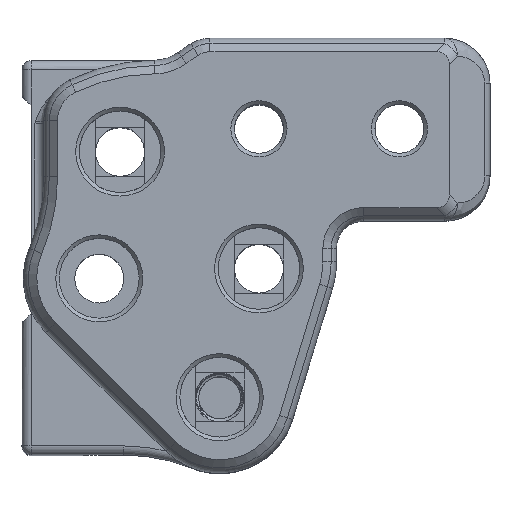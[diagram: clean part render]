
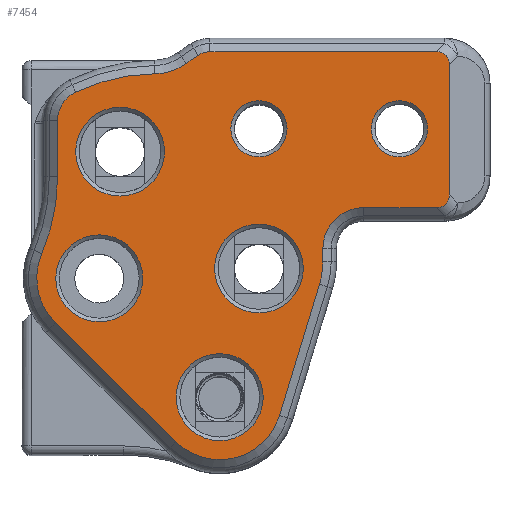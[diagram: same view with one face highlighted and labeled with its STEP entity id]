
A CAD part, top view. The second image highlights one B-rep face of the part: STEP entity #7454.
In plain terms, the highlighted planar face has unit normal (0, 0, 1).
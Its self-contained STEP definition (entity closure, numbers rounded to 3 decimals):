
#216=PLANE('',#8051);
#316=ELLIPSE('',#8060,3.464,2.);
#317=ELLIPSE('',#8061,3.464,2.);
#495=CIRCLE('',#8036,4.9);
#503=CIRCLE('',#8047,3.1);
#505=CIRCLE('',#8050,3.1);
#506=CIRCLE('',#8052,4.8);
#507=CIRCLE('',#8053,4.9);
#508=CIRCLE('',#8054,4.8);
#509=CIRCLE('',#8055,21.5);
#510=CIRCLE('',#8056,6.9);
#511=CIRCLE('',#8057,6.9);
#512=CIRCLE('',#8058,8.5);
#513=CIRCLE('',#8059,4.5);
#514=CIRCLE('',#8062,2.5);
#515=CIRCLE('',#8063,17.7);
#516=CIRCLE('',#8064,5.9);
#517=CIRCLE('',#8065,20.7);
#518=CIRCLE('',#8066,3.5);
#2038=ORIENTED_EDGE('',*,*,#3759,.F.);
#2039=ORIENTED_EDGE('',*,*,#3758,.F.);
#2040=ORIENTED_EDGE('',*,*,#3760,.F.);
#2041=ORIENTED_EDGE('',*,*,#3761,.F.);
#2042=ORIENTED_EDGE('',*,*,#3755,.F.);
#2043=ORIENTED_EDGE('',*,*,#3739,.F.);
#2044=ORIENTED_EDGE('',*,*,#3762,.F.);
#2045=ORIENTED_EDGE('',*,*,#3763,.F.);
#2046=ORIENTED_EDGE('',*,*,#3764,.F.);
#2047=ORIENTED_EDGE('',*,*,#3765,.F.);
#2048=ORIENTED_EDGE('',*,*,#3766,.F.);
#2049=ORIENTED_EDGE('',*,*,#3767,.F.);
#2050=ORIENTED_EDGE('',*,*,#3768,.F.);
#2051=ORIENTED_EDGE('',*,*,#3769,.F.);
#2052=ORIENTED_EDGE('',*,*,#3770,.F.);
#2053=ORIENTED_EDGE('',*,*,#3771,.F.);
#2054=ORIENTED_EDGE('',*,*,#3772,.F.);
#2055=ORIENTED_EDGE('',*,*,#3773,.F.);
#2056=ORIENTED_EDGE('',*,*,#3774,.F.);
#2057=ORIENTED_EDGE('',*,*,#3775,.F.);
#2058=ORIENTED_EDGE('',*,*,#3776,.F.);
#2059=ORIENTED_EDGE('',*,*,#3777,.F.);
#2060=ORIENTED_EDGE('',*,*,#3778,.F.);
#2061=ORIENTED_EDGE('',*,*,#3779,.F.);
#2062=ORIENTED_EDGE('',*,*,#3780,.F.);
#3739=EDGE_CURVE('',#4655,#4655,#495,.T.);
#3755=EDGE_CURVE('',#4668,#4668,#503,.T.);
#3758=EDGE_CURVE('',#4670,#4670,#505,.T.);
#3759=EDGE_CURVE('',#4671,#4671,#506,.T.);
#3760=EDGE_CURVE('',#4672,#4672,#507,.T.);
#3761=EDGE_CURVE('',#4673,#4673,#508,.T.);
#3762=EDGE_CURVE('',#4674,#4675,#5305,.T.);
#3763=EDGE_CURVE('',#4676,#4674,#509,.T.);
#3764=EDGE_CURVE('',#4677,#4676,#510,.T.);
#3765=EDGE_CURVE('',#4678,#4677,#5306,.T.);
#3766=EDGE_CURVE('',#4679,#4678,#511,.T.);
#3767=EDGE_CURVE('',#4680,#4679,#5307,.T.);
#3768=EDGE_CURVE('',#4681,#4680,#512,.T.);
#3769=EDGE_CURVE('',#4682,#4681,#5308,.T.);
#3770=EDGE_CURVE('',#4683,#4682,#513,.T.);
#3771=EDGE_CURVE('',#4684,#4683,#5309,.T.);
#3772=EDGE_CURVE('',#4685,#4684,#316,.T.);
#3773=EDGE_CURVE('',#4686,#4685,#5310,.T.);
#3774=EDGE_CURVE('',#4687,#4686,#317,.T.);
#3775=EDGE_CURVE('',#4688,#4687,#5311,.T.);
#3776=EDGE_CURVE('',#4689,#4688,#514,.T.);
#3777=EDGE_CURVE('',#4690,#4689,#515,.T.);
#3778=EDGE_CURVE('',#4691,#4690,#516,.T.);
#3779=EDGE_CURVE('',#4692,#4691,#517,.T.);
#3780=EDGE_CURVE('',#4675,#4692,#518,.T.);
#4655=VERTEX_POINT('',#14764);
#4668=VERTEX_POINT('',#14796);
#4670=VERTEX_POINT('',#14802);
#4671=VERTEX_POINT('',#14806);
#4672=VERTEX_POINT('',#14808);
#4673=VERTEX_POINT('',#14810);
#4674=VERTEX_POINT('',#14812);
#4675=VERTEX_POINT('',#14813);
#4676=VERTEX_POINT('',#14815);
#4677=VERTEX_POINT('',#14817);
#4678=VERTEX_POINT('',#14819);
#4679=VERTEX_POINT('',#14821);
#4680=VERTEX_POINT('',#14823);
#4681=VERTEX_POINT('',#14825);
#4682=VERTEX_POINT('',#14827);
#4683=VERTEX_POINT('',#14829);
#4684=VERTEX_POINT('',#14831);
#4685=VERTEX_POINT('',#14833);
#4686=VERTEX_POINT('',#14835);
#4687=VERTEX_POINT('',#14837);
#4688=VERTEX_POINT('',#14839);
#4689=VERTEX_POINT('',#14841);
#4690=VERTEX_POINT('',#14843);
#4691=VERTEX_POINT('',#14845);
#4692=VERTEX_POINT('',#14847);
#5305=LINE('',#14811,#5932);
#5306=LINE('',#14818,#5933);
#5307=LINE('',#14822,#5934);
#5308=LINE('',#14826,#5935);
#5309=LINE('',#14830,#5936);
#5310=LINE('',#14834,#5937);
#5311=LINE('',#14838,#5938);
#5932=VECTOR('',#9564,1000.);
#5933=VECTOR('',#9569,1000.);
#5934=VECTOR('',#9572,1000.);
#5935=VECTOR('',#9575,1000.);
#5936=VECTOR('',#9578,1000.);
#5937=VECTOR('',#9581,1000.);
#5938=VECTOR('',#9584,1000.);
#6399=EDGE_LOOP('',(#2038));
#6400=EDGE_LOOP('',(#2039));
#6401=EDGE_LOOP('',(#2040));
#6402=EDGE_LOOP('',(#2041));
#6403=EDGE_LOOP('',(#2042));
#6404=EDGE_LOOP('',(#2043));
#6405=EDGE_LOOP('',(#2044,#2045,#2046,#2047,#2048,#2049,#2050,#2051,#2052,
#2053,#2054,#2055,#2056,#2057,#2058,#2059,#2060,#2061,#2062));
#6866=FACE_BOUND('',#6399,.T.);
#6867=FACE_BOUND('',#6400,.T.);
#6868=FACE_BOUND('',#6401,.T.);
#6869=FACE_BOUND('',#6402,.T.);
#6870=FACE_BOUND('',#6403,.T.);
#6871=FACE_BOUND('',#6404,.T.);
#6872=FACE_BOUND('',#6405,.T.);
#7454=ADVANCED_FACE('',(#6866,#6867,#6868,#6869,#6870,#6871,#6872),#216,
 .T.);
#8036=AXIS2_PLACEMENT_3D('',#14765,#9517,#9518);
#8047=AXIS2_PLACEMENT_3D('',#14797,#9547,#9548);
#8050=AXIS2_PLACEMENT_3D('',#14803,#9554,#9555);
#8051=AXIS2_PLACEMENT_3D('',#14804,#9556,#9557);
#8052=AXIS2_PLACEMENT_3D('',#14805,#9558,#9559);
#8053=AXIS2_PLACEMENT_3D('',#14807,#9560,#9561);
#8054=AXIS2_PLACEMENT_3D('',#14809,#9562,#9563);
#8055=AXIS2_PLACEMENT_3D('',#14814,#9565,#9566);
#8056=AXIS2_PLACEMENT_3D('',#14816,#9567,#9568);
#8057=AXIS2_PLACEMENT_3D('',#14820,#9570,#9571);
#8058=AXIS2_PLACEMENT_3D('',#14824,#9573,#9574);
#8059=AXIS2_PLACEMENT_3D('',#14828,#9576,#9577);
#8060=AXIS2_PLACEMENT_3D('',#14832,#9579,#9580);
#8061=AXIS2_PLACEMENT_3D('',#14836,#9582,#9583);
#8062=AXIS2_PLACEMENT_3D('',#14840,#9585,#9586);
#8063=AXIS2_PLACEMENT_3D('',#14842,#9587,#9588);
#8064=AXIS2_PLACEMENT_3D('',#14844,#9589,#9590);
#8065=AXIS2_PLACEMENT_3D('',#14846,#9591,#9592);
#8066=AXIS2_PLACEMENT_3D('',#14848,#9593,#9594);
#9517=DIRECTION('',(0.,0.,1.));
#9518=DIRECTION('',(-1.,0.,0.));
#9547=DIRECTION('',(0.,0.,1.));
#9548=DIRECTION('',(-1.,0.,0.));
#9554=DIRECTION('',(0.,0.,1.));
#9555=DIRECTION('',(-1.,0.,0.));
#9556=DIRECTION('',(0.,0.,1.));
#9557=DIRECTION('',(1.,0.,0.));
#9558=DIRECTION('',(0.,0.,1.));
#9559=DIRECTION('',(1.,0.,0.));
#9560=DIRECTION('',(0.,0.,1.));
#9561=DIRECTION('',(-1.,0.,0.));
#9562=DIRECTION('',(0.,0.,1.));
#9563=DIRECTION('',(1.,0.,0.));
#9564=DIRECTION('',(0.,1.,0.));
#9565=DIRECTION('',(0.,0.,1.));
#9566=DIRECTION('',(0.98,-0.201,0.));
#9567=DIRECTION('',(0.,0.,-1.));
#9568=DIRECTION('',(-1.,0.,0.));
#9569=DIRECTION('',(-0.712,0.702,0.));
#9570=DIRECTION('',(0.,0.,-1.));
#9571=DIRECTION('',(1.,0.,0.));
#9572=DIRECTION('',(-0.292,-0.957,0.));
#9573=DIRECTION('',(0.,0.,-1.));
#9574=DIRECTION('',(0.989,-0.147,0.));
#9575=DIRECTION('',(0.,-1.,0.));
#9576=DIRECTION('',(0.,0.,1.));
#9577=DIRECTION('',(-0.707,0.707,0.));
#9578=DIRECTION('',(-1.,0.,0.));
#9579=DIRECTION('',(0.,0.,-1.));
#9580=DIRECTION('',(0.707,-0.707,0.));
#9581=DIRECTION('',(0.,-1.,0.));
#9582=DIRECTION('',(0.,0.,-1.));
#9583=DIRECTION('',(0.707,0.707,0.));
#9584=DIRECTION('',(1.,0.,0.));
#9585=DIRECTION('',(0.,0.,-1.));
#9586=DIRECTION('',(-0.271,0.963,0.));
#9587=DIRECTION('',(0.,0.,-1.));
#9588=DIRECTION('',(-0.468,0.884,0.));
#9589=DIRECTION('',(0.,0.,1.));
#9590=DIRECTION('',(0.01,-1.,0.));
#9591=DIRECTION('',(0.,0.,-1.));
#9592=DIRECTION('',(-0.01,1.,0.));
#9593=DIRECTION('',(0.,0.,-1.));
#9594=DIRECTION('',(-0.846,0.533,0.));
#14764=CARTESIAN_POINT('',(-3.975,-2.525,16.));
#14765=CARTESIAN_POINT('',(-8.875,-2.525,16.));
#14796=CARTESIAN_POINT('',(9.55,0.,16.));
#14797=CARTESIAN_POINT('',(6.45,0.,16.));
#14802=CARTESIAN_POINT('',(25.05,0.,16.));
#14803=CARTESIAN_POINT('',(21.95,0.,16.));
#14804=CARTESIAN_POINT('',(-11.173,-16.5,16.));
#14805=CARTESIAN_POINT('',(2.12,-29.62,16.));
#14806=CARTESIAN_POINT('',(-2.68,-29.62,16.));
#14807=CARTESIAN_POINT('',(6.45,-15.412,16.));
#14808=CARTESIAN_POINT('',(11.35,-15.412,16.));
#14809=CARTESIAN_POINT('',(-11.173,-16.5,16.));
#14810=CARTESIAN_POINT('',(-15.973,-16.5,16.));
#14811=CARTESIAN_POINT('',(-15.775,-6.369,16.));
#14812=CARTESIAN_POINT('',(-15.775,-5.308,16.));
#14813=CARTESIAN_POINT('',(-15.775,0.883,16.));
#14814=CARTESIAN_POINT('',(-37.275,-5.308,16.));
#14815=CARTESIAN_POINT('',(-17.515,-13.781,16.));
#14816=CARTESIAN_POINT('',(-11.173,-16.5,16.));
#14817=CARTESIAN_POINT('',(-16.02,-21.411,16.));
#14818=CARTESIAN_POINT('',(-16.02,-21.411,16.));
#14819=CARTESIAN_POINT('',(-2.727,-34.531,16.));
#14820=CARTESIAN_POINT('',(2.12,-29.62,16.));
#14821=CARTESIAN_POINT('',(8.72,-31.632,16.));
#14822=CARTESIAN_POINT('',(9.985,-27.483,16.));
#14823=CARTESIAN_POINT('',(13.131,-17.159,16.));
#14824=CARTESIAN_POINT('',(5.,-14.682,16.));
#14825=CARTESIAN_POINT('',(13.5,-14.682,16.));
#14826=CARTESIAN_POINT('',(13.5,-16.336,16.));
#14827=CARTESIAN_POINT('',(13.5,-13.2,16.));
#14828=CARTESIAN_POINT('',(18.,-13.2,16.));
#14829=CARTESIAN_POINT('',(18.,-8.7,16.));
#14830=CARTESIAN_POINT('',(1.913,-8.7,16.));
#14831=CARTESIAN_POINT('',(26.036,-8.7,16.));
#14832=CARTESIAN_POINT('',(24.622,-5.872,16.));
#14833=CARTESIAN_POINT('',(27.45,-7.286,16.));
#14834=CARTESIAN_POINT('',(27.45,-13.35,16.));
#14835=CARTESIAN_POINT('',(27.45,7.086,16.));
#14836=CARTESIAN_POINT('',(24.622,5.672,16.));
#14837=CARTESIAN_POINT('',(26.036,8.5,16.));
#14838=CARTESIAN_POINT('',(10.388,8.5,16.));
#14839=CARTESIAN_POINT('',(1.047,8.5,16.));
#14840=CARTESIAN_POINT('',(1.047,6.,16.));
#14841=CARTESIAN_POINT('',(-0.256,8.133,16.));
#14842=CARTESIAN_POINT('',(8.974,-6.97,16.));
#14843=CARTESIAN_POINT('',(-1.583,7.238,16.));
#14844=CARTESIAN_POINT('',(-5.102,11.974,16.));
#14845=CARTESIAN_POINT('',(-5.043,6.074,16.));
#14846=CARTESIAN_POINT('',(-4.836,-14.625,16.));
#14847=CARTESIAN_POINT('',(-13.789,4.039,16.));
#14848=CARTESIAN_POINT('',(-12.275,0.883,16.));
